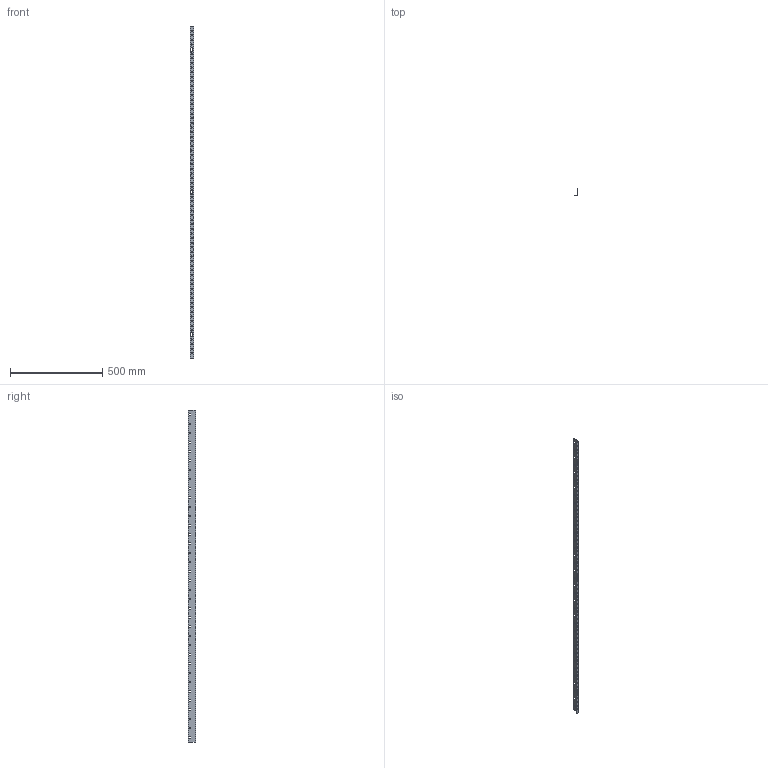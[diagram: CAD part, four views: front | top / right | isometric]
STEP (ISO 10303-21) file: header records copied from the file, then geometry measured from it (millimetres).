
FILE_DESCRIPTION (( 'STEP AP214' ), '1' );
FILE_NAME ('mb-15-dp-20 Äåðæàòåëü ïëàñòðîíîâ âûñîòîé 2000ìì äëÿ ÂÐÓ Unit.STEP', '2020-02-14T07:11:20', ( '' ), ( '' ), 'SwSTEP 2.0', 'SolidWorks 2019', '' );
FILE_SCHEMA (( 'AUTOMOTIVE_DESIGN' ));
Length unit declared in the file: millimetre
Products named in the file (2): mb-15-dp-20 Äåðæàòåëü ïëàñòðîíîâ âûñîòîé 2000ìì äëÿ ÂÐÓ Unit; ÃÌÐÔ.015.12.00.02 Ïðîôèëü äëÿ ïëàñòðîíîâ_00
Assembly tree (1 placements, depth 2):
  mb-15-dp-20 Äåðæàòåëü ïëàñòðîíîâ âûñîòîé 2000ìì äëÿ ÂÐÓ Unit
    ÃÌÐÔ.015.12.00.02 Ïðîôèëü äëÿ ïëàñòðîíîâ_00
Bounding box: 20 x 40 x 1800 mm (x, y, z)
Volume: 118447.5 mm3; surface area: 205301.9 mm2
Topology: 1 solids, 1 shells, 309 faces, 913 edges, 606 vertices
Faces by surface type: plane 162, cylinder 147
Entity records: 10871 total; most frequent: DIRECTION 1833, CARTESIAN_POINT 1832, ORIENTED_EDGE 1826, EDGE_CURVE 913, LINE 619, VECTOR 619, AXIS2_PLACEMENT_3D 607, VERTEX_POINT 606
